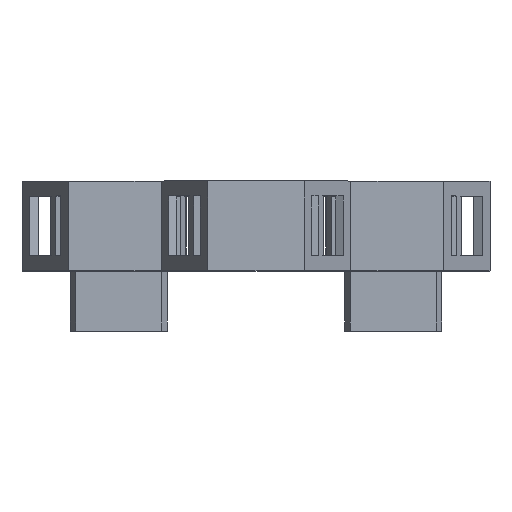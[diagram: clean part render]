
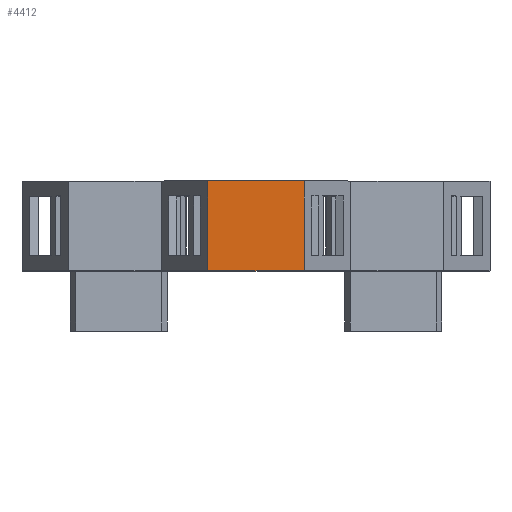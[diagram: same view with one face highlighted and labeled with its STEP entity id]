
A CAD part, top view. The second image highlights one B-rep face of the part: STEP entity #4412.
In plain terms, the highlighted planar face has unit normal (0, 0, 1).
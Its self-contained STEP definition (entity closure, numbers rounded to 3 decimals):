
#282=FACE_OUTER_BOUND('',#552,.T.);
#552=EDGE_LOOP('',(#3959,#3960,#3961,#3962));
#592=LINE('',#5703,#1202);
#742=LINE('',#5999,#1352);
#796=LINE('',#6100,#1406);
#967=LINE('',#6417,#1577);
#1202=VECTOR('',#4672,10.);
#1352=VECTOR('',#4864,10.);
#1406=VECTOR('',#4920,10.);
#1577=VECTOR('',#5169,10.);
#1810=VERTEX_POINT('',#5700);
#1811=VERTEX_POINT('',#5702);
#1920=VERTEX_POINT('',#5965);
#1936=VERTEX_POINT('',#5997);
#2216=EDGE_CURVE('',#1810,#1811,#592,.T.);
#2366=EDGE_CURVE('',#1936,#1920,#742,.T.);
#2420=EDGE_CURVE('',#1920,#1810,#796,.T.);
#2591=EDGE_CURVE('',#1936,#1811,#967,.T.);
#3959=ORIENTED_EDGE('',*,*,#2366,.F.);
#3960=ORIENTED_EDGE('',*,*,#2591,.T.);
#3961=ORIENTED_EDGE('',*,*,#2216,.F.);
#3962=ORIENTED_EDGE('',*,*,#2420,.F.);
#4212=PLANE('',#4626);
#4412=ADVANCED_FACE('',(#282),#4212,.T.);
#4626=AXIS2_PLACEMENT_3D('',#6847,#5623,#5624);
#4672=DIRECTION('',(-1.,0.,0.));
#4864=DIRECTION('',(1.,0.,0.));
#4920=DIRECTION('',(0.,-1.,0.));
#5169=DIRECTION('',(0.,-1.,0.));
#5623=DIRECTION('center_axis',(0.,0.,1.));
#5624=DIRECTION('ref_axis',(-1.,0.,0.));
#5700=CARTESIAN_POINT('',(16.166,-30.,81.));
#5702=CARTESIAN_POINT('',(-16.166,-30.,81.));
#5703=CARTESIAN_POINT('',(-125.,-30.,81.));
#5965=CARTESIAN_POINT('',(16.166,0.,81.));
#5997=CARTESIAN_POINT('',(-16.166,0.,81.));
#5999=CARTESIAN_POINT('',(-125.,0.,81.));
#6100=CARTESIAN_POINT('',(16.166,0.,81.));
#6417=CARTESIAN_POINT('',(-16.166,0.,81.));
#6847=CARTESIAN_POINT('Origin',(16.166,0.,81.));
